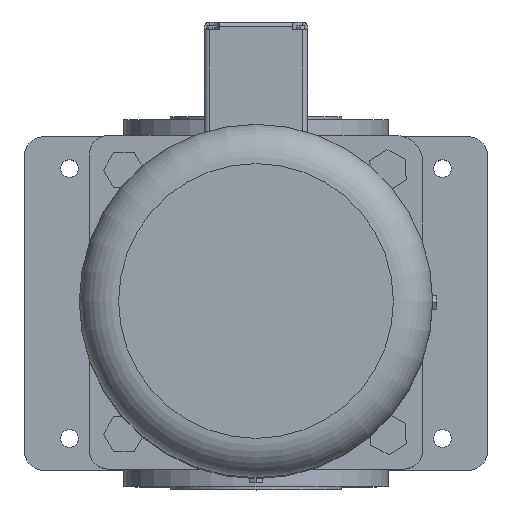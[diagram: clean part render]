
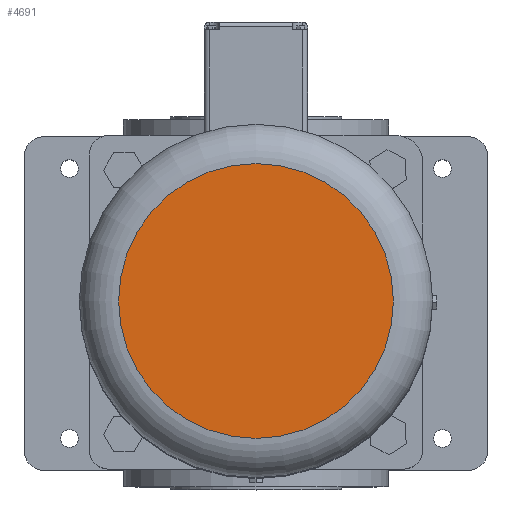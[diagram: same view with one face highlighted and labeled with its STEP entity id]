
A CAD part, top view. The second image highlights one B-rep face of the part: STEP entity #4691.
In plain terms, the highlighted planar face has unit normal (0, 0, 1).
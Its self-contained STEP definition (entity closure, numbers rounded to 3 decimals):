
#4691=ADVANCED_FACE('',(#8685),#8687,.T.);
#8685=FACE_BOUND('',#8686,.T.);
#8686=EDGE_LOOP('',(#11426));
#8687=PLANE('',#8688);
#8688=AXIS2_PLACEMENT_3D('',#8689,#8690,#8691);
#8689=CARTESIAN_POINT('',(0.,0.,1575.));
#8690=DIRECTION('',(0.,0.,1.));
#8691=DIRECTION('',(0.,1.,0.));
#11426=ORIENTED_EDGE('',*,*,#12826,.F.);
#12826=EDGE_CURVE('',#15204,#15204,#15205,.T.);
#15204=VERTEX_POINT('',#23049);
#15205=CIRCLE('',#23050,140.);
#23049=CARTESIAN_POINT('',(0.,140.,1575.));
#23050=AXIS2_PLACEMENT_3D('',#23051,#23052,#23053);
#23051=CARTESIAN_POINT('',(0.,0.,1575.));
#23052=DIRECTION('',(0.,0.,-1.));
#23053=DIRECTION('',(0.,1.,0.));
